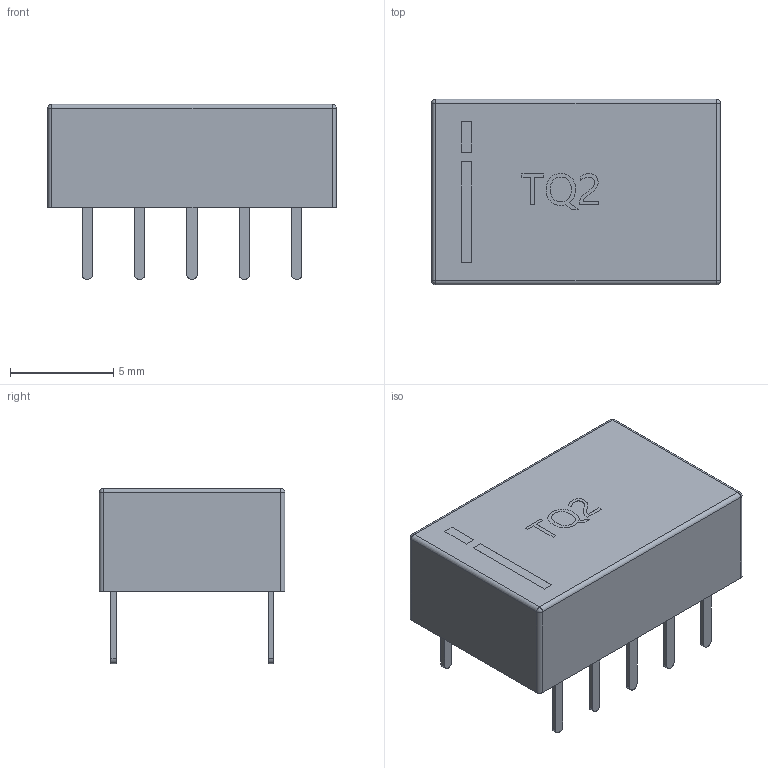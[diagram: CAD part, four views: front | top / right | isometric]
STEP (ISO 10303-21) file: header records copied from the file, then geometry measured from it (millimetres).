
FILE_DESCRIPTION (( 'STEP AP214' ), '1' );
FILE_NAME ('RELAY-TH_L14.0-W9.0-H5.0-P2.54.step', '2022-07-09T13:43:11', ( '' ), ( '' ), 'SwSTEP 2.0', 'SolidWorks 2020', '' );
FILE_SCHEMA (( 'AUTOMOTIVE_DESIGN' ));
Length unit declared in the file: millimetre
Products named in the file (1): RELAY-TH_L14.0-W9.0-H5.0-P2.54
Bounding box: 14 x 9.01 x 8.5 mm (x, y, z)
Volume: 583.1 mm3; surface area: 550.1 mm2
Topology: 1 solids, 1 shells, 458 faces, 1217 edges, 790 vertices
Faces by surface type: plane 221, bspline 130, cylinder 103, sphere 4
Entity records: 21179 total; most frequent: CARTESIAN_POINT 5933, ORIENTED_EDGE 2426, DIRECTION 1558, EDGE_CURVE 1213, VERTEX_POINT 790, VECTOR 788, LINE 788, EDGE_LOOP 491
